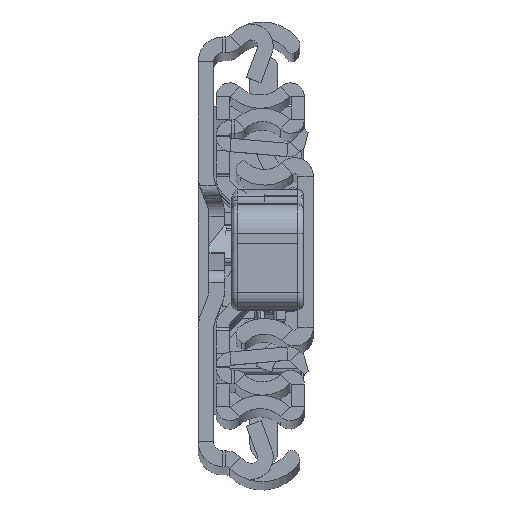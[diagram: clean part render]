
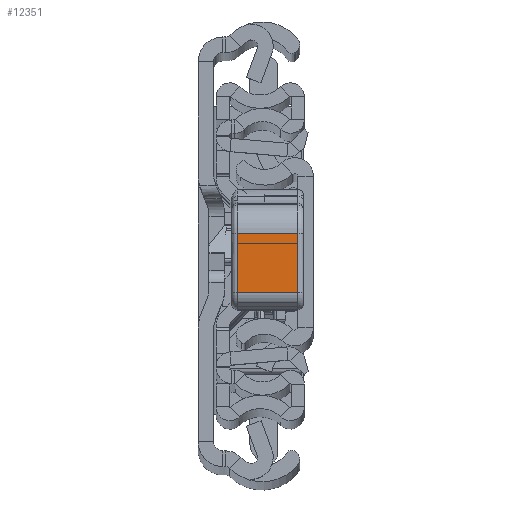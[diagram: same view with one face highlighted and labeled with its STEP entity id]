
A CAD part, top view. The second image highlights one B-rep face of the part: STEP entity #12351.
In plain terms, the highlighted face is planar.
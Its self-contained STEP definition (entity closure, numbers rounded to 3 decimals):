
#99 = VECTOR ( 'NONE', #16205, 1000. ) ;
#475 = LINE ( 'NONE', #30248, #99 ) ;
#724 = EDGE_CURVE ( 'NONE', #5255, #27797, #12713, .T. ) ;
#1983 = DIRECTION ( 'NONE',  ( -0.027, -1., 0. ) ) ;
#2680 = DIRECTION ( 'NONE',  ( 0., 0., -1. ) ) ;
#3644 = ORIENTED_EDGE ( 'NONE', *, *, #724, .T. ) ;
#3778 = CARTESIAN_POINT ( 'NONE',  ( 39.55, -12.274, 0. ) ) ;
#4303 = CARTESIAN_POINT ( 'NONE',  ( 39.818, -2.465, 11. ) ) ;
#4663 = DIRECTION ( 'NONE',  ( -1., 0.027, 0. ) ) ;
#4819 = ORIENTED_EDGE ( 'NONE', *, *, #25318, .T. ) ;
#5255 = VERTEX_POINT ( 'NONE', #16377 ) ;
#6174 = EDGE_CURVE ( 'NONE', #27797, #17814, #475, .T. ) ;
#6656 = LINE ( 'NONE', #3778, #14378 ) ;
#6953 = VECTOR ( 'NONE', #26096, 1000. ) ;
#8453 = VERTEX_POINT ( 'NONE', #33689 ) ;
#8712 = EDGE_LOOP ( 'NONE', ( #23182, #4819, #3644, #20363 ) ) ;
#9116 = CARTESIAN_POINT ( 'NONE',  ( 39.55, -12.274, 10. ) ) ;
#9347 = DIRECTION ( 'NONE',  ( 0.027, 1., 0. ) ) ;
#10078 = FACE_OUTER_BOUND ( 'NONE', #8712, .T. ) ;
#11397 = CARTESIAN_POINT ( 'NONE',  ( 39.818, -2.465, 10. ) ) ;
#12299 = VECTOR ( 'NONE', #2680, 1000. ) ;
#12351 = ADVANCED_FACE ( 'NONE', ( #10078 ), #20938, .F. ) ;
#12713 = LINE ( 'NONE', #4303, #6953 ) ;
#14378 = VECTOR ( 'NONE', #9347, 1000. ) ;
#15431 = LINE ( 'NONE', #34659, #12299 ) ;
#16205 = DIRECTION ( 'NONE',  ( -0.027, -1., 0. ) ) ;
#16377 = CARTESIAN_POINT ( 'NONE',  ( 39.818, -2.465, 0. ) ) ;
#17814 = VERTEX_POINT ( 'NONE', #9116 ) ;
#18271 = CARTESIAN_POINT ( 'NONE',  ( 39.55, -12.274, 11. ) ) ;
#20363 = ORIENTED_EDGE ( 'NONE', *, *, #6174, .T. ) ;
#20938 = PLANE ( 'NONE',  #31067 ) ;
#23182 = ORIENTED_EDGE ( 'NONE', *, *, #29186, .T. ) ;
#25318 = EDGE_CURVE ( 'NONE', #8453, #5255, #6656, .T. ) ;
#26096 = DIRECTION ( 'NONE',  ( 0., 0., 1. ) ) ;
#27797 = VERTEX_POINT ( 'NONE', #11397 ) ;
#29186 = EDGE_CURVE ( 'NONE', #17814, #8453, #15431, .T. ) ;
#30248 = CARTESIAN_POINT ( 'NONE',  ( 39.55, -12.274, 10. ) ) ;
#31067 = AXIS2_PLACEMENT_3D ( 'NONE', #18271, #4663, #1983 ) ;
#33689 = CARTESIAN_POINT ( 'NONE',  ( 39.55, -12.274, 0. ) ) ;
#34659 = CARTESIAN_POINT ( 'NONE',  ( 39.55, -12.274, 11. ) ) ;
